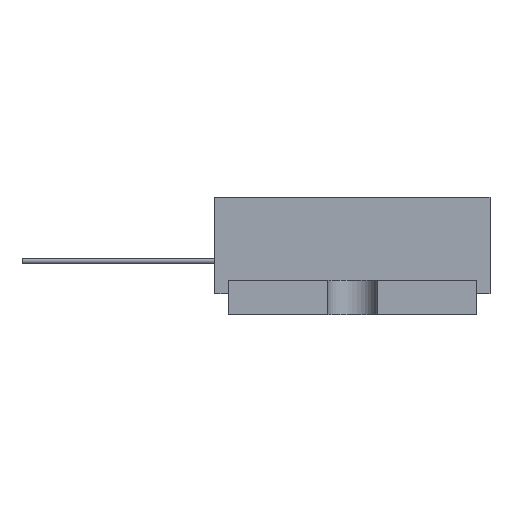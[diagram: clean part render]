
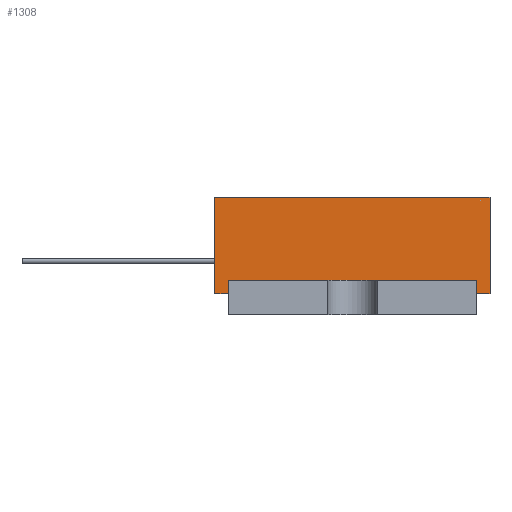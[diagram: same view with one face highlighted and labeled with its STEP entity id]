
A CAD part, left-side view. The second image highlights one B-rep face of the part: STEP entity #1308.
In plain terms, the highlighted planar face has unit normal (-1, 0, 0).
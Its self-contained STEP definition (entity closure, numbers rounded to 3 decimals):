
#1308=ADVANCED_FACE('',(#2569),#2571,.T.);
#2569=FACE_BOUND('',#2570,.T.);
#2570=EDGE_LOOP('',(#3724,#3725,#3726,#3727,#3728,#3729,#3730,#3731));
#2571=PLANE('',#2572);
#2572=AXIS2_PLACEMENT_3D('',#2573,#2574,#2575);
#2573=CARTESIAN_POINT('',(-27.5,10.,1.5));
#2574=DIRECTION('',(-1.,0.,0.));
#2575=DIRECTION('',(0.,-1.,0.));
#3724=ORIENTED_EDGE('',*,*,#4391,.T.);
#3725=ORIENTED_EDGE('',*,*,#4392,.T.);
#3726=ORIENTED_EDGE('',*,*,#4393,.T.);
#3727=ORIENTED_EDGE('',*,*,#4394,.T.);
#3728=ORIENTED_EDGE('',*,*,#3977,.F.);
#3729=ORIENTED_EDGE('',*,*,#4395,.F.);
#3730=ORIENTED_EDGE('',*,*,#4396,.T.);
#3731=ORIENTED_EDGE('',*,*,#4397,.T.);
#3977=EDGE_CURVE('',#4451,#4452,#4453,.T.);
#4391=EDGE_CURVE('',#5142,#5143,#5144,.T.);
#4392=EDGE_CURVE('',#5143,#5145,#5146,.T.);
#4393=EDGE_CURVE('',#5145,#5147,#5148,.T.);
#4394=EDGE_CURVE('',#5147,#4452,#5149,.T.);
#4395=EDGE_CURVE('',#5150,#4451,#5151,.T.);
#4396=EDGE_CURVE('',#5150,#5152,#5153,.T.);
#4397=EDGE_CURVE('',#5152,#5142,#5154,.T.);
#4451=VERTEX_POINT('',#5246);
#4452=VERTEX_POINT('',#5247);
#4453=LINE('',#5248,#5249);
#5142=VERTEX_POINT('',#6795);
#5143=VERTEX_POINT('',#6796);
#5144=LINE('',#6797,#6798);
#5145=VERTEX_POINT('',#6800);
#5146=LINE('',#6801,#6802);
#5147=VERTEX_POINT('',#6804);
#5148=LINE('',#6805,#6806);
#5149=LINE('',#6808,#6809);
#5150=VERTEX_POINT('',#6811);
#5151=LINE('',#6812,#6813);
#5152=VERTEX_POINT('',#6815);
#5153=LINE('',#6816,#6817);
#5154=LINE('',#6819,#6820);
#5246=CARTESIAN_POINT('',(-27.5,10.,8.5));
#5247=CARTESIAN_POINT('',(-27.5,-10.,8.5));
#5248=CARTESIAN_POINT('',(-27.5,10.,8.5));
#5249=VECTOR('',#5250,1.);
#5250=DIRECTION('',(0.,-1.,0.));
#6795=CARTESIAN_POINT('',(-27.5,9.,2.5));
#6796=CARTESIAN_POINT('',(-27.5,-9.,2.5));
#6797=CARTESIAN_POINT('',(-27.5,9.,2.5));
#6798=VECTOR('',#6799,1.);
#6799=DIRECTION('',(0.,-1.,0.));
#6800=CARTESIAN_POINT('',(-27.5,-9.,1.5));
#6801=CARTESIAN_POINT('',(-27.5,-9.,2.5));
#6802=VECTOR('',#6803,1.);
#6803=DIRECTION('',(0.,0.,-1.));
#6804=CARTESIAN_POINT('',(-27.5,-10.,1.5));
#6805=CARTESIAN_POINT('',(-27.5,-9.,1.5));
#6806=VECTOR('',#6807,1.);
#6807=DIRECTION('',(0.,-1.,0.));
#6808=CARTESIAN_POINT('',(-27.5,-10.,1.5));
#6809=VECTOR('',#6810,1.);
#6810=DIRECTION('',(0.,0.,1.));
#6811=CARTESIAN_POINT('',(-27.5,10.,1.5));
#6812=CARTESIAN_POINT('',(-27.5,10.,1.5));
#6813=VECTOR('',#6814,1.);
#6814=DIRECTION('',(0.,0.,1.));
#6815=CARTESIAN_POINT('',(-27.5,9.,1.5));
#6816=CARTESIAN_POINT('',(-27.5,10.,1.5));
#6817=VECTOR('',#6818,1.);
#6818=DIRECTION('',(0.,-1.,0.));
#6819=CARTESIAN_POINT('',(-27.5,9.,1.5));
#6820=VECTOR('',#6821,1.);
#6821=DIRECTION('',(0.,0.,1.));
